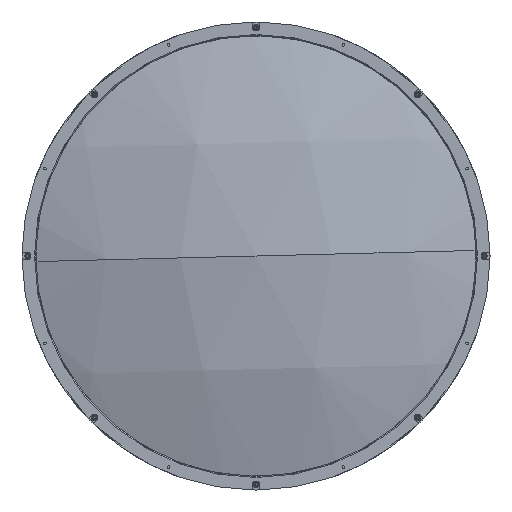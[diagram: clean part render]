
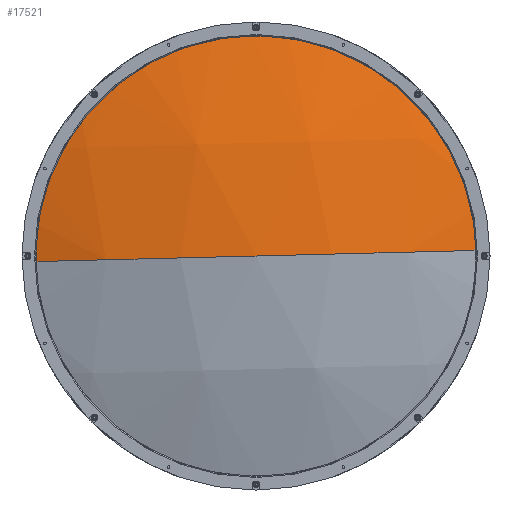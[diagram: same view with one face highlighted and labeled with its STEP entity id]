
A CAD part, left-side view. The second image highlights one B-rep face of the part: STEP entity #17521.
In plain terms, the highlighted spherical face has radius 625 mm.
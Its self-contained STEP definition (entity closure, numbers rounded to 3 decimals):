
#394 = CARTESIAN_POINT ( 'NONE',  ( 622., 0., 0. ) ) ;
#1236 = CIRCLE ( 'NONE', #7482, 205. ) ;
#2725 = ORIENTED_EDGE ( 'NONE', *, *, #5935, .T. ) ;
#4853 = EDGE_CURVE ( 'NONE', #11652, #10485, #12721, .T. ) ;
#5935 = EDGE_CURVE ( 'NONE', #17545, #11652, #1236, .T. ) ;
#6163 = CARTESIAN_POINT ( 'NONE',  ( 31.576, 204.935, -5.173 ) ) ;
#7482 = AXIS2_PLACEMENT_3D ( 'NONE', #15805, #10297, #17163 ) ;
#7489 = CARTESIAN_POINT ( 'NONE',  ( 622., 0., 0. ) ) ;
#8861 = AXIS2_PLACEMENT_3D ( 'NONE', #7489, #17256, #8906 ) ;
#8906 = DIRECTION ( 'NONE',  ( 0., 1., -0.025 ) ) ;
#9454 = CARTESIAN_POINT ( 'NONE',  ( 622., 0., 0. ) ) ;
#9794 = SPHERICAL_SURFACE ( 'NONE', #12584, 625. ) ;
#9809 = CARTESIAN_POINT ( 'NONE',  ( -3., 0., 0. ) ) ;
#10297 = DIRECTION ( 'NONE',  ( -1., 0., 0. ) ) ;
#10485 = VERTEX_POINT ( 'NONE', #9809 ) ;
#11652 = VERTEX_POINT ( 'NONE', #6163 ) ;
#12224 = CIRCLE ( 'NONE', #8861, 625. ) ;
#12280 = DIRECTION ( 'NONE',  ( 0., 0.025, 1. ) ) ;
#12584 = AXIS2_PLACEMENT_3D ( 'NONE', #9454, #12280, #15107 ) ;
#12721 = CIRCLE ( 'NONE', #15433, 625. ) ;
#13672 = DIRECTION ( 'NONE',  ( 0., 0.025, 1. ) ) ;
#15107 = DIRECTION ( 'NONE',  ( 0., -1., 0.025 ) ) ;
#15163 = CARTESIAN_POINT ( 'NONE',  ( 31.576, -204.935, 5.173 ) ) ;
#15433 = AXIS2_PLACEMENT_3D ( 'NONE', #394, #13672, #15826 ) ;
#15534 = ORIENTED_EDGE ( 'NONE', *, *, #16897, .F. ) ;
#15805 = CARTESIAN_POINT ( 'NONE',  ( 31.576, 0., 0. ) ) ;
#15826 = DIRECTION ( 'NONE',  ( 0., -1., 0.025 ) ) ;
#16114 = EDGE_LOOP ( 'NONE', ( #2725, #17390, #15534 ) ) ;
#16786 = FACE_OUTER_BOUND ( 'NONE', #16114, .T. ) ;
#16897 = EDGE_CURVE ( 'NONE', #17545, #10485, #12224, .T. ) ;
#17163 = DIRECTION ( 'NONE',  ( 0., 0.025, 1. ) ) ;
#17256 = DIRECTION ( 'NONE',  ( 0., -0.025, -1. ) ) ;
#17390 = ORIENTED_EDGE ( 'NONE', *, *, #4853, .T. ) ;
#17521 = ADVANCED_FACE ( 'NONE', ( #16786 ), #9794, .T. ) ;
#17545 = VERTEX_POINT ( 'NONE', #15163 ) ;
